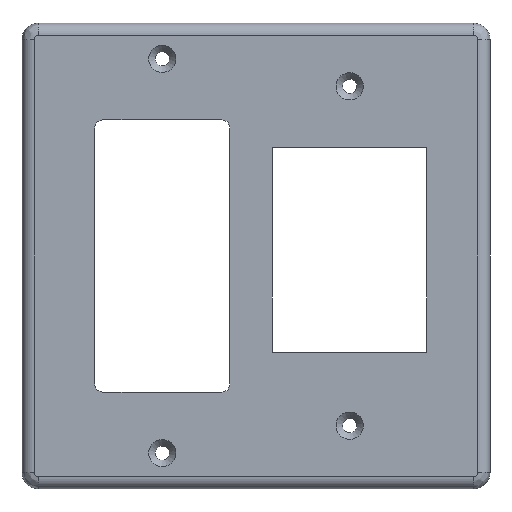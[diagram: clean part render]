
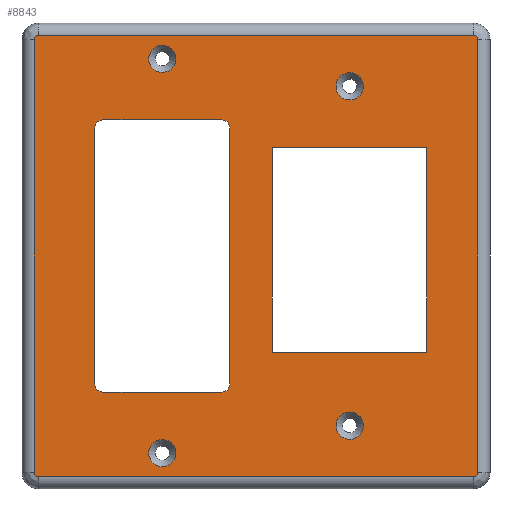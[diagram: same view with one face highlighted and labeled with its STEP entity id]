
A CAD part, front view. The second image highlights one B-rep face of the part: STEP entity #8843.
In plain terms, the highlighted planar face has unit normal (0, -1, 0).
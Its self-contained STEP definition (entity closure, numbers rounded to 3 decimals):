
#77=CIRCLE('',#9079,3.343);
#80=CIRCLE('',#9084,3.343);
#84=CIRCLE('',#9091,3.343);
#87=CIRCLE('',#9096,3.343);
#93=CIRCLE('',#9106,1.);
#99=CIRCLE('',#9113,1.);
#103=CIRCLE('',#9118,1.);
#107=CIRCLE('',#9123,1.);
#110=CIRCLE('',#9132,2.);
#111=CIRCLE('',#9133,2.);
#112=CIRCLE('',#9134,2.);
#113=CIRCLE('',#9135,2.);
#197=FACE_BOUND('',#1292,.T.);
#198=FACE_BOUND('',#1293,.T.);
#199=FACE_BOUND('',#1294,.T.);
#200=FACE_BOUND('',#1295,.T.);
#201=FACE_BOUND('',#1296,.T.);
#202=FACE_BOUND('',#1297,.T.);
#321=PLANE('',#9131);
#772=FACE_OUTER_BOUND('',#1291,.T.);
#1291=EDGE_LOOP('',(#7609,#7610,#7611,#7612,#7613,#7614,#7615,#7616));
#1292=EDGE_LOOP('',(#7617));
#1293=EDGE_LOOP('',(#7618));
#1294=EDGE_LOOP('',(#7619));
#1295=EDGE_LOOP('',(#7620));
#1296=EDGE_LOOP('',(#7621,#7622,#7623,#7624));
#1297=EDGE_LOOP('',(#7625,#7626,#7627,#7628,#7629,#7630,#7631,#7632));
#1925=LINE('',#16879,#2670);
#1927=LINE('',#16899,#2672);
#1929=LINE('',#16919,#2674);
#1930=LINE('',#16935,#2675);
#1939=LINE('',#16958,#2684);
#1940=LINE('',#16960,#2685);
#1941=LINE('',#16962,#2686);
#1942=LINE('',#16963,#2687);
#1943=LINE('',#16966,#2688);
#1944=LINE('',#16970,#2689);
#1945=LINE('',#16974,#2690);
#1946=LINE('',#16978,#2691);
#2670=VECTOR('',#10104,10.);
#2672=VECTOR('',#10116,10.);
#2674=VECTOR('',#10128,10.);
#2675=VECTOR('',#10137,10.);
#2684=VECTOR('',#10160,10.);
#2685=VECTOR('',#10161,10.);
#2686=VECTOR('',#10162,10.);
#2687=VECTOR('',#10163,10.);
#2688=VECTOR('',#10164,10.);
#2689=VECTOR('',#10167,10.);
#2690=VECTOR('',#10170,10.);
#2691=VECTOR('',#10173,10.);
#4063=VERTEX_POINT('',#16810);
#4066=VERTEX_POINT('',#16819);
#4070=VERTEX_POINT('',#16831);
#4073=VERTEX_POINT('',#16840);
#4079=VERTEX_POINT('',#16867);
#4080=VERTEX_POINT('',#16869);
#4082=VERTEX_POINT('',#16875);
#4084=VERTEX_POINT('',#16889);
#4086=VERTEX_POINT('',#16895);
#4088=VERTEX_POINT('',#16909);
#4090=VERTEX_POINT('',#16915);
#4092=VERTEX_POINT('',#16929);
#4099=VERTEX_POINT('',#16956);
#4100=VERTEX_POINT('',#16957);
#4101=VERTEX_POINT('',#16959);
#4102=VERTEX_POINT('',#16961);
#4103=VERTEX_POINT('',#16964);
#4104=VERTEX_POINT('',#16965);
#4105=VERTEX_POINT('',#16967);
#4106=VERTEX_POINT('',#16969);
#4107=VERTEX_POINT('',#16971);
#4108=VERTEX_POINT('',#16973);
#4109=VERTEX_POINT('',#16975);
#4110=VERTEX_POINT('',#16977);
#5258=EDGE_CURVE('',#4063,#4063,#77,.T.);
#5262=EDGE_CURVE('',#4066,#4066,#80,.T.);
#5266=EDGE_CURVE('',#4070,#4070,#84,.T.);
#5270=EDGE_CURVE('',#4073,#4073,#87,.T.);
#5279=EDGE_CURVE('',#4079,#4080,#93,.T.);
#5284=EDGE_CURVE('',#4080,#4082,#1925,.T.);
#5287=EDGE_CURVE('',#4082,#4084,#99,.T.);
#5290=EDGE_CURVE('',#4084,#4086,#1927,.T.);
#5293=EDGE_CURVE('',#4086,#4088,#103,.T.);
#5296=EDGE_CURVE('',#4088,#4090,#1929,.T.);
#5299=EDGE_CURVE('',#4090,#4092,#107,.T.);
#5300=EDGE_CURVE('',#4092,#4079,#1930,.T.);
#5311=EDGE_CURVE('',#4099,#4100,#1939,.T.);
#5312=EDGE_CURVE('',#4100,#4101,#1940,.T.);
#5313=EDGE_CURVE('',#4101,#4102,#1941,.T.);
#5314=EDGE_CURVE('',#4102,#4099,#1942,.T.);
#5315=EDGE_CURVE('',#4103,#4104,#1943,.T.);
#5316=EDGE_CURVE('',#4105,#4104,#110,.T.);
#5317=EDGE_CURVE('',#4105,#4106,#1944,.T.);
#5318=EDGE_CURVE('',#4107,#4106,#111,.T.);
#5319=EDGE_CURVE('',#4107,#4108,#1945,.T.);
#5320=EDGE_CURVE('',#4109,#4108,#112,.T.);
#5321=EDGE_CURVE('',#4109,#4110,#1946,.T.);
#5322=EDGE_CURVE('',#4103,#4110,#113,.T.);
#7609=ORIENTED_EDGE('',*,*,#5279,.F.);
#7610=ORIENTED_EDGE('',*,*,#5300,.F.);
#7611=ORIENTED_EDGE('',*,*,#5299,.F.);
#7612=ORIENTED_EDGE('',*,*,#5296,.F.);
#7613=ORIENTED_EDGE('',*,*,#5293,.F.);
#7614=ORIENTED_EDGE('',*,*,#5290,.F.);
#7615=ORIENTED_EDGE('',*,*,#5287,.F.);
#7616=ORIENTED_EDGE('',*,*,#5284,.F.);
#7617=ORIENTED_EDGE('',*,*,#5258,.T.);
#7618=ORIENTED_EDGE('',*,*,#5262,.T.);
#7619=ORIENTED_EDGE('',*,*,#5266,.T.);
#7620=ORIENTED_EDGE('',*,*,#5270,.T.);
#7621=ORIENTED_EDGE('',*,*,#5311,.T.);
#7622=ORIENTED_EDGE('',*,*,#5312,.T.);
#7623=ORIENTED_EDGE('',*,*,#5313,.T.);
#7624=ORIENTED_EDGE('',*,*,#5314,.T.);
#7625=ORIENTED_EDGE('',*,*,#5315,.T.);
#7626=ORIENTED_EDGE('',*,*,#5316,.F.);
#7627=ORIENTED_EDGE('',*,*,#5317,.T.);
#7628=ORIENTED_EDGE('',*,*,#5318,.F.);
#7629=ORIENTED_EDGE('',*,*,#5319,.T.);
#7630=ORIENTED_EDGE('',*,*,#5320,.F.);
#7631=ORIENTED_EDGE('',*,*,#5321,.T.);
#7632=ORIENTED_EDGE('',*,*,#5322,.F.);
#8843=ADVANCED_FACE('',(#772,#197,#198,#199,#200,#201,#202),#321,.T.);
#9079=AXIS2_PLACEMENT_3D('',#16812,#10034,#10035);
#9084=AXIS2_PLACEMENT_3D('',#16821,#10045,#10046);
#9091=AXIS2_PLACEMENT_3D('',#16832,#10059,#10060);
#9096=AXIS2_PLACEMENT_3D('',#16841,#10070,#10071);
#9106=AXIS2_PLACEMENT_3D('',#16870,#10093,#10094);
#9113=AXIS2_PLACEMENT_3D('',#16893,#10109,#10110);
#9118=AXIS2_PLACEMENT_3D('',#16913,#10121,#10122);
#9123=AXIS2_PLACEMENT_3D('',#16933,#10133,#10134);
#9131=AXIS2_PLACEMENT_3D('',#16955,#10158,#10159);
#9132=AXIS2_PLACEMENT_3D('',#16968,#10165,#10166);
#9133=AXIS2_PLACEMENT_3D('',#16972,#10168,#10169);
#9134=AXIS2_PLACEMENT_3D('',#16976,#10171,#10172);
#9135=AXIS2_PLACEMENT_3D('',#16979,#10174,#10175);
#10034=DIRECTION('center_axis',(0.,1.,0.));
#10035=DIRECTION('ref_axis',(0.,0.,-1.));
#10045=DIRECTION('center_axis',(0.,1.,0.));
#10046=DIRECTION('ref_axis',(0.,0.,-1.));
#10059=DIRECTION('center_axis',(0.,1.,0.));
#10060=DIRECTION('ref_axis',(0.,0.,1.));
#10070=DIRECTION('center_axis',(0.,1.,0.));
#10071=DIRECTION('ref_axis',(0.,0.,1.));
#10093=DIRECTION('center_axis',(0.,1.,0.));
#10094=DIRECTION('ref_axis',(0.707,0.,0.707));
#10104=DIRECTION('',(0.,0.,-1.));
#10109=DIRECTION('center_axis',(0.,1.,0.));
#10110=DIRECTION('ref_axis',(0.707,0.,-0.707));
#10116=DIRECTION('',(-1.,0.,0.));
#10121=DIRECTION('center_axis',(0.,1.,0.));
#10122=DIRECTION('ref_axis',(-0.707,0.,-0.707));
#10128=DIRECTION('',(0.,0.,1.));
#10133=DIRECTION('center_axis',(0.,1.,0.));
#10134=DIRECTION('ref_axis',(-0.707,0.,0.707));
#10137=DIRECTION('',(1.,0.,0.));
#10158=DIRECTION('center_axis',(0.,-1.,0.));
#10159=DIRECTION('ref_axis',(0.,0.,-1.));
#10160=DIRECTION('',(0.,0.,1.));
#10161=DIRECTION('',(1.,0.,0.));
#10162=DIRECTION('',(0.,0.,-1.));
#10163=DIRECTION('',(-1.,0.,0.));
#10164=DIRECTION('',(-1.,0.,0.));
#10165=DIRECTION('center_axis',(0.,-1.,0.));
#10166=DIRECTION('ref_axis',(-0.707,0.,-0.707));
#10167=DIRECTION('',(0.,0.,1.));
#10168=DIRECTION('center_axis',(0.,-1.,0.));
#10169=DIRECTION('ref_axis',(-0.707,0.,0.707));
#10170=DIRECTION('',(1.,0.,0.));
#10171=DIRECTION('center_axis',(0.,-1.,0.));
#10172=DIRECTION('ref_axis',(0.707,0.,0.707));
#10173=DIRECTION('',(0.,0.,-1.));
#10174=DIRECTION('center_axis',(0.,-1.,0.));
#10175=DIRECTION('ref_axis',(0.707,0.,-0.707));
#16810=CARTESIAN_POINT('',(-23.,-2.1,51.743));
#16812=CARTESIAN_POINT('Origin',(-23.,-2.1,48.4));
#16819=CARTESIAN_POINT('',(-23.,-2.1,-45.057));
#16821=CARTESIAN_POINT('Origin',(-23.,-2.1,-48.4));
#16831=CARTESIAN_POINT('',(23.,-2.1,38.307));
#16832=CARTESIAN_POINT('Origin',(23.,-2.1,41.65));
#16840=CARTESIAN_POINT('',(23.,-2.1,-44.993));
#16841=CARTESIAN_POINT('Origin',(23.,-2.1,-41.65));
#16867=CARTESIAN_POINT('',(53.45,-2.1,54.15));
#16869=CARTESIAN_POINT('',(54.45,-2.1,53.15));
#16870=CARTESIAN_POINT('Origin',(53.45,-2.1,53.15));
#16875=CARTESIAN_POINT('',(54.45,-2.1,-53.15));
#16879=CARTESIAN_POINT('',(54.45,-2.1,-28.575));
#16889=CARTESIAN_POINT('',(53.45,-2.1,-54.15));
#16893=CARTESIAN_POINT('Origin',(53.45,-2.1,-53.15));
#16895=CARTESIAN_POINT('',(-53.45,-2.1,-54.15));
#16899=CARTESIAN_POINT('',(-28.725,-2.1,-54.15));
#16909=CARTESIAN_POINT('',(-54.45,-2.1,-53.15));
#16913=CARTESIAN_POINT('Origin',(-53.45,-2.1,-53.15));
#16915=CARTESIAN_POINT('',(-54.45,-2.1,53.15));
#16919=CARTESIAN_POINT('',(-54.45,-2.1,28.575));
#16929=CARTESIAN_POINT('',(-53.45,-2.1,54.15));
#16933=CARTESIAN_POINT('Origin',(-53.45,-2.1,53.15));
#16935=CARTESIAN_POINT('',(28.725,-2.1,54.15));
#16955=CARTESIAN_POINT('Origin',(0.,-2.1,0.));
#16956=CARTESIAN_POINT('',(3.95,-2.1,-23.6));
#16957=CARTESIAN_POINT('',(3.95,-2.1,26.6));
#16958=CARTESIAN_POINT('',(3.95,-2.1,13.3));
#16959=CARTESIAN_POINT('',(41.95,-2.1,26.6));
#16960=CARTESIAN_POINT('',(20.975,-2.1,26.6));
#16961=CARTESIAN_POINT('',(41.95,-2.1,-23.6));
#16962=CARTESIAN_POINT('',(41.95,-2.1,-11.8));
#16963=CARTESIAN_POINT('',(1.975,-2.1,-23.6));
#16964=CARTESIAN_POINT('',(-8.4,-2.1,-33.4));
#16965=CARTESIAN_POINT('',(-37.6,-2.1,-33.4));
#16966=CARTESIAN_POINT('',(-3.2,-2.1,-33.4));
#16967=CARTESIAN_POINT('',(-39.6,-2.1,-31.4));
#16968=CARTESIAN_POINT('Origin',(-37.6,-2.1,-31.4));
#16969=CARTESIAN_POINT('',(-39.6,-2.1,31.4));
#16970=CARTESIAN_POINT('',(-39.6,-2.1,-16.7));
#16971=CARTESIAN_POINT('',(-37.6,-2.1,33.4));
#16972=CARTESIAN_POINT('Origin',(-37.6,-2.1,31.4));
#16973=CARTESIAN_POINT('',(-8.4,-2.1,33.4));
#16974=CARTESIAN_POINT('',(-19.8,-2.1,33.4));
#16975=CARTESIAN_POINT('',(-6.4,-2.1,31.4));
#16976=CARTESIAN_POINT('Origin',(-8.4,-2.1,31.4));
#16977=CARTESIAN_POINT('',(-6.4,-2.1,-31.4));
#16978=CARTESIAN_POINT('',(-6.4,-2.1,16.7));
#16979=CARTESIAN_POINT('Origin',(-8.4,-2.1,-31.4));
